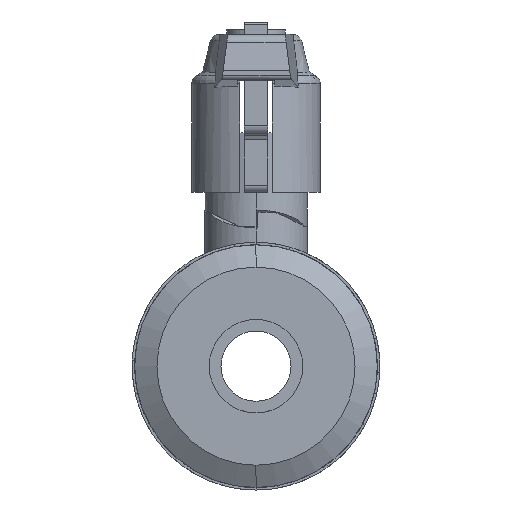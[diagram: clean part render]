
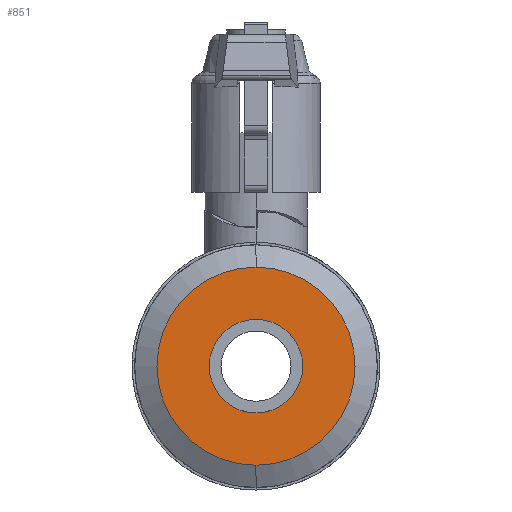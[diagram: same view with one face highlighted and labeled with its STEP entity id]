
A CAD part, left-side view. The second image highlights one B-rep face of the part: STEP entity #851.
In plain terms, the highlighted planar face has unit normal (-1, 0, 0).
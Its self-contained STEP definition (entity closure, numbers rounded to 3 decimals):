
#851=ADVANCED_FACE('',(#1749,#1750),#1751,.T.);
#1749=FACE_BOUND('',#2688,.T.);
#1750=FACE_OUTER_BOUND('',#2689,.T.);
#1751=PLANE('',#2690);
#2688=EDGE_LOOP('',(#5359,#5360));
#2689=EDGE_LOOP('',(#5361,#5362));
#2690=AXIS2_PLACEMENT_3D('',#5363,#5364,#5365);
#5359=ORIENTED_EDGE('',*,*,#6386,.F.);
#5360=ORIENTED_EDGE('',*,*,#5928,.F.);
#5361=ORIENTED_EDGE('',*,*,#5777,.T.);
#5362=ORIENTED_EDGE('',*,*,#6752,.T.);
#5363=CARTESIAN_POINT('',(-39.647,0.0,16.85));
#5364=DIRECTION('',(-1.0,0.0,0.0));
#5365=DIRECTION('',(0.0,-0.0,1.0));
#5777=EDGE_CURVE('',#6971,#6975,#6977,.T.);
#5928=EDGE_CURVE('',#7266,#7262,#7268,.T.);
#6386=EDGE_CURVE('',#7262,#7266,#7953,.T.);
#6752=EDGE_CURVE('',#6975,#6971,#8427,.T.);
#6971=VERTEX_POINT('',#8727);
#6975=VERTEX_POINT('',#8732);
#6977=CIRCLE('',#8735,21.2);
#7262=VERTEX_POINT('',#9092);
#7266=VERTEX_POINT('',#9097);
#7268=CIRCLE('',#9100,10.005);
#7953=CIRCLE('',#10516,10.005);
#8427=CIRCLE('',#11158,21.2);
#8727=CARTESIAN_POINT('',(-39.647,0.0,21.2));
#8732=CARTESIAN_POINT('',(-39.647,0.,-21.2));
#8735=AXIS2_PLACEMENT_3D('',#11462,#11463,#11464);
#9092=CARTESIAN_POINT('',(-39.647,0.0,10.005));
#9097=CARTESIAN_POINT('',(-39.647,0.,-10.005));
#9100=AXIS2_PLACEMENT_3D('',#11740,#11741,#11742);
#10516=AXIS2_PLACEMENT_3D('',#12233,#12234,#12235);
#11158=AXIS2_PLACEMENT_3D('',#12614,#12615,#12616);
#11462=CARTESIAN_POINT('',(-39.647,0.0,0.0));
#11463=DIRECTION('',(-1.0,0.0,0.0));
#11464=DIRECTION('',(0.0,-0.0,1.0));
#11740=CARTESIAN_POINT('',(-39.647,0.0,0.0));
#11741=DIRECTION('',(-1.0,0.0,0.0));
#11742=DIRECTION('',(0.0,-0.0,1.0));
#12233=CARTESIAN_POINT('',(-39.647,0.0,0.0));
#12234=DIRECTION('',(-1.0,0.0,0.0));
#12235=DIRECTION('',(0.0,-0.0,1.0));
#12614=CARTESIAN_POINT('',(-39.647,0.0,0.0));
#12615=DIRECTION('',(-1.0,0.0,0.0));
#12616=DIRECTION('',(0.0,-0.0,1.0));
